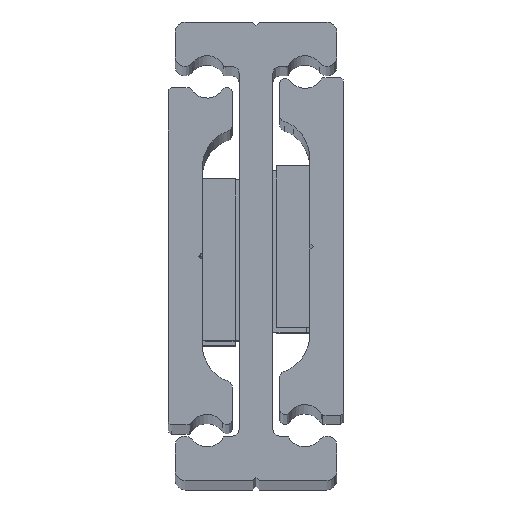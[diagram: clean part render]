
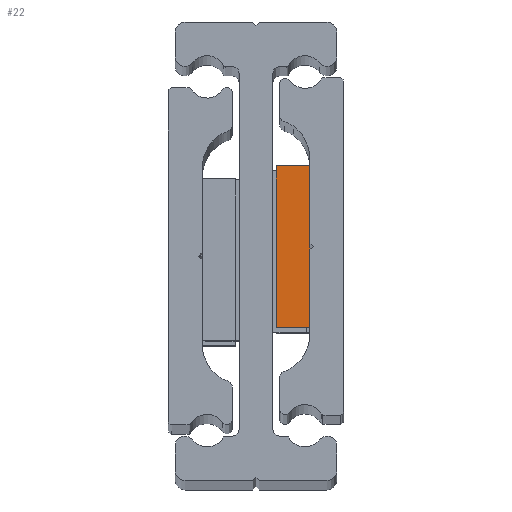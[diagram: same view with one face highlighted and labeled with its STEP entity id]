
A CAD part, top view. The second image highlights one B-rep face of the part: STEP entity #22.
In plain terms, the highlighted face is planar.
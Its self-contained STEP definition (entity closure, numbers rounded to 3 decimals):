
#22 = ADVANCED_FACE ( 'NONE', ( #4875 ), #1915, .T. ) ;
#232 = VECTOR ( 'NONE', #3896, 1000. ) ;
#240 = LINE ( 'NONE', #3895, #232 ) ;
#277 = LINE ( 'NONE', #3944, #278 ) ;
#278 = VECTOR ( 'NONE', #3945, 1000. ) ;
#339 = LINE ( 'NONE', #4069, #342 ) ;
#342 = VECTOR ( 'NONE', #4070, 1000. ) ;
#353 = LINE ( 'NONE', #4080, #357 ) ;
#355 = LINE ( 'NONE', #4087, #356 ) ;
#356 = VECTOR ( 'NONE', #4088, 1000. ) ;
#357 = VECTOR ( 'NONE', #4090, 1000. ) ;
#362 = LINE ( 'NONE', #4097, #371 ) ;
#371 = VECTOR ( 'NONE', #4104, 1000. ) ;
#428 = CARTESIAN_POINT ( 'NONE',  ( -5., -0.5, 35.95 ) ) ;
#510 = CARTESIAN_POINT ( 'NONE',  ( -10., 12., 35.95 ) ) ;
#511 = CARTESIAN_POINT ( 'NONE',  ( -10., -12., 35.95 ) ) ;
#1761 = EDGE_CURVE ( 'NONE', #1982, #2013, #240, .T. ) ;
#1781 = EDGE_CURVE ( 'NONE', #1992, #2022, #277, .T. ) ;
#1829 = EDGE_CURVE ( 'NONE', #2022, #1982, #339, .T. ) ;
#1836 = EDGE_CURVE ( 'NONE', #2190, #2013, #355, .T. ) ;
#1837 = EDGE_CURVE ( 'NONE', #2193, #1992, #353, .T. ) ;
#1844 = EDGE_CURVE ( 'NONE', #2190, #2193, #362, .T. ) ;
#1883 = AXIS2_PLACEMENT_3D ( 'NONE', #2236, #1927, #1899 ) ;
#1899 = DIRECTION ( 'NONE',  ( 0., 1., 0. ) ) ;
#1915 = PLANE ( 'NONE',  #1883 ) ;
#1927 = DIRECTION ( 'NONE',  ( 0., 0., -1. ) ) ;
#1982 = VERTEX_POINT ( 'NONE', #4172 ) ;
#1992 = VERTEX_POINT ( 'NONE', #4182 ) ;
#2013 = VERTEX_POINT ( 'NONE', #4200 ) ;
#2022 = VERTEX_POINT ( 'NONE', #428 ) ;
#2190 = VERTEX_POINT ( 'NONE', #510 ) ;
#2193 = VERTEX_POINT ( 'NONE', #511 ) ;
#2236 = CARTESIAN_POINT ( 'NONE',  ( -37.153, -12., 35.95 ) ) ;
#3895 = CARTESIAN_POINT ( 'NONE',  ( -5., -12., 35.95 ) ) ;
#3896 = DIRECTION ( 'NONE',  ( 0., 1., 0. ) ) ;
#3944 = CARTESIAN_POINT ( 'NONE',  ( -5., -12., 35.95 ) ) ;
#3945 = DIRECTION ( 'NONE',  ( 0., 1., 0. ) ) ;
#4069 = CARTESIAN_POINT ( 'NONE',  ( -5., -12., 35.95 ) ) ;
#4070 = DIRECTION ( 'NONE',  ( 0., 1., 0. ) ) ;
#4080 = CARTESIAN_POINT ( 'NONE',  ( -37.153, -12., 35.95 ) ) ;
#4087 = CARTESIAN_POINT ( 'NONE',  ( -37.153, 12., 35.95 ) ) ;
#4088 = DIRECTION ( 'NONE',  ( 1., 0., 0. ) ) ;
#4090 = DIRECTION ( 'NONE',  ( 1., 0., 0. ) ) ;
#4097 = CARTESIAN_POINT ( 'NONE',  ( -10., -12., 35.95 ) ) ;
#4104 = DIRECTION ( 'NONE',  ( 0., -1., 0. ) ) ;
#4172 = CARTESIAN_POINT ( 'NONE',  ( -5., 0.5, 35.95 ) ) ;
#4182 = CARTESIAN_POINT ( 'NONE',  ( -5., -12., 35.95 ) ) ;
#4200 = CARTESIAN_POINT ( 'NONE',  ( -5., 12., 35.95 ) ) ;
#4413 = ORIENTED_EDGE ( 'NONE', *, *, #1844, .F. ) ;
#4414 = ORIENTED_EDGE ( 'NONE', *, *, #1836, .T. ) ;
#4415 = ORIENTED_EDGE ( 'NONE', *, *, #1761, .F. ) ;
#4416 = ORIENTED_EDGE ( 'NONE', *, *, #1829, .F. ) ;
#4417 = ORIENTED_EDGE ( 'NONE', *, *, #1781, .F. ) ;
#4418 = ORIENTED_EDGE ( 'NONE', *, *, #1837, .F. ) ;
#4831 = EDGE_LOOP ( 'NONE', ( #4413, #4414, #4415, #4416, #4417, #4418 ) ) ;
#4875 = FACE_OUTER_BOUND ( 'NONE', #4831, .T. ) ;
